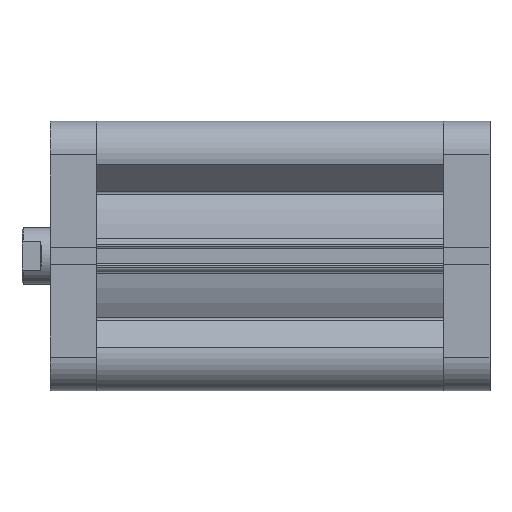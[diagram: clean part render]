
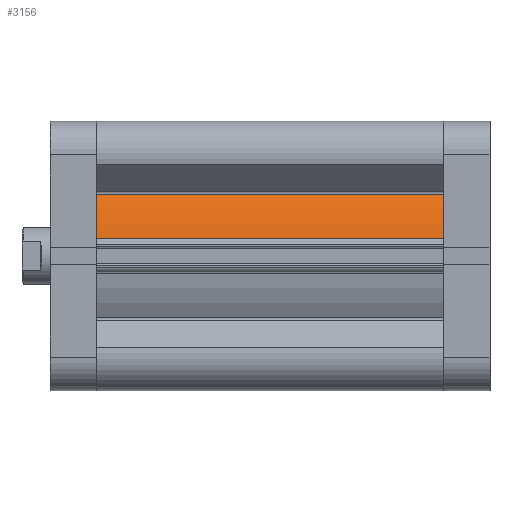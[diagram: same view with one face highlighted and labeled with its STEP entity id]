
A CAD part, front view. The second image highlights one B-rep face of the part: STEP entity #3156.
In plain terms, the highlighted cylindrical face has radius 43.5 mm (diameter 87 mm), a partial arc.
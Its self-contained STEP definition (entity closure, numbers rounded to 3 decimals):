
#2016 = CARTESIAN_POINT ( 'NONE',  ( 6.11, -43.069, 0. ) ) ;
#2029 = CARTESIAN_POINT ( 'NONE',  ( 6.11, -43.069, 123.5 ) ) ;
#2162 = CARTESIAN_POINT ( 'NONE',  ( 21.765, -37.663, 123.5 ) ) ;
#2168 = CARTESIAN_POINT ( 'NONE',  ( 21.765, -37.663, 0. ) ) ;
#3156 = ADVANCED_FACE ( 'NONE', ( #3418 ), #3421, .T. ) ;
#3418 = FACE_OUTER_BOUND ( 'NONE', #7561, .T. ) ;
#3421 = CYLINDRICAL_SURFACE ( 'NONE', #6485, 43.5 ) ;
#4181 = CIRCLE ( 'NONE', #6770, 43.5 ) ;
#4184 = VECTOR ( 'NONE', #5106, 1000. ) ;
#4189 = LINE ( 'NONE', #5111, #4191 ) ;
#4191 = VECTOR ( 'NONE', #5112, 1000. ) ;
#4192 = LINE ( 'NONE', #5098, #4184 ) ;
#4197 = CIRCLE ( 'NONE', #6777, 43.5 ) ;
#5081 = CARTESIAN_POINT ( 'NONE',  ( 0., 0., 123.5 ) ) ;
#5082 = DIRECTION ( 'NONE',  ( 0., 0., 1. ) ) ;
#5083 = DIRECTION ( 'NONE',  ( 1., 0., 0. ) ) ;
#5098 = CARTESIAN_POINT ( 'NONE',  ( 21.765, -37.663, 123.5 ) ) ;
#5106 = DIRECTION ( 'NONE',  ( 0., 0., 1. ) ) ;
#5107 = CARTESIAN_POINT ( 'NONE',  ( 0., 0., 0. ) ) ;
#5109 = DIRECTION ( 'NONE',  ( 0., 0., 1. ) ) ;
#5110 = DIRECTION ( 'NONE',  ( 1., 0., 0. ) ) ;
#5111 = CARTESIAN_POINT ( 'NONE',  ( 6.11, -43.069, 123.5 ) ) ;
#5112 = DIRECTION ( 'NONE',  ( 0., 0., -1. ) ) ;
#5935 = EDGE_CURVE ( 'NONE', #9477, #9610, #4181, .T. ) ;
#5944 = EDGE_CURVE ( 'NONE', #9616, #9610, #4192, .T. ) ;
#5945 = EDGE_CURVE ( 'NONE', #9464, #9616, #4197, .T. ) ;
#5946 = EDGE_CURVE ( 'NONE', #9477, #9464, #4189, .T. ) ;
#6485 = AXIS2_PLACEMENT_3D ( 'NONE', #10322, #10321, #10320 ) ;
#6770 = AXIS2_PLACEMENT_3D ( 'NONE', #5081, #5082, #5083 ) ;
#6777 = AXIS2_PLACEMENT_3D ( 'NONE', #5107, #5109, #5110 ) ;
#7561 = EDGE_LOOP ( 'NONE', ( #8594, #8812, #9027, #8963 ) ) ;
#8594 = ORIENTED_EDGE ( 'NONE', *, *, #5945, .T. ) ;
#8812 = ORIENTED_EDGE ( 'NONE', *, *, #5944, .T. ) ;
#8963 = ORIENTED_EDGE ( 'NONE', *, *, #5946, .T. ) ;
#9027 = ORIENTED_EDGE ( 'NONE', *, *, #5935, .F. ) ;
#9464 = VERTEX_POINT ( 'NONE', #2016 ) ;
#9477 = VERTEX_POINT ( 'NONE', #2029 ) ;
#9610 = VERTEX_POINT ( 'NONE', #2162 ) ;
#9616 = VERTEX_POINT ( 'NONE', #2168 ) ;
#10320 = DIRECTION ( 'NONE',  ( -1., 0., 0. ) ) ;
#10321 = DIRECTION ( 'NONE',  ( 0., 0., -1. ) ) ;
#10322 = CARTESIAN_POINT ( 'NONE',  ( 0., 0., 123.5 ) ) ;
